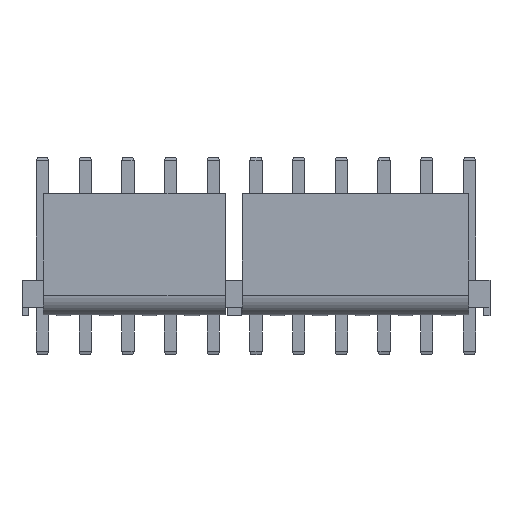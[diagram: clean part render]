
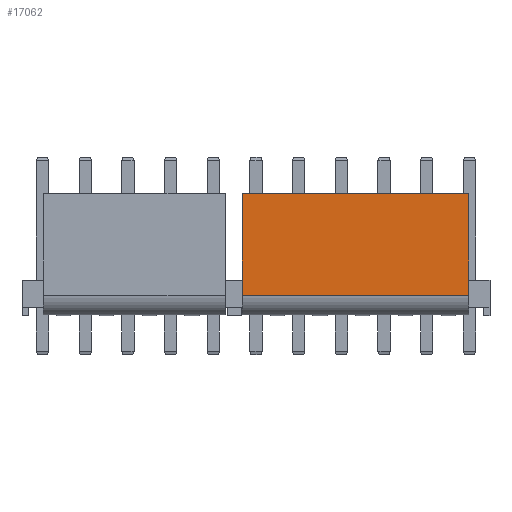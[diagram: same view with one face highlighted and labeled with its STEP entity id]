
A CAD part, front view. The second image highlights one B-rep face of the part: STEP entity #17062.
In plain terms, the highlighted planar face has unit normal (0, -1, 0).
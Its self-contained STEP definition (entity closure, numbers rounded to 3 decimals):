
#2731 = PLANE('',#2732);
#2732 = AXIS2_PLACEMENT_3D('',#2733,#2734,#2735);
#2733 = CARTESIAN_POINT('',(39.525,-4.9,13.935));
#2734 = DIRECTION('',(-1.,0.,0.));
#2735 = DIRECTION('',(-0.,0.,-1.));
#3345 = PLANE('',#3346);
#3346 = AXIS2_PLACEMENT_3D('',#3347,#3348,#3349);
#3347 = CARTESIAN_POINT('',(18.537,-4.9,-0.695));
#3348 = DIRECTION('',(1.,0.,0.));
#3349 = DIRECTION('',(0.,0.,1.));
#9742 = EDGE_CURVE('',#9743,#9745,#9747,.T.);
#9743 = VERTEX_POINT('',#9744);
#9744 = CARTESIAN_POINT('',(18.537,-4.9,1.91));
#9745 = VERTEX_POINT('',#9746);
#9746 = CARTESIAN_POINT('',(18.537,-4.9,11.33));
#9747 = SURFACE_CURVE('',#9748,(#9752,#9759),.PCURVE_S1.);
#9748 = LINE('',#9749,#9750);
#9749 = CARTESIAN_POINT('',(18.537,-4.9,-0.695));
#9750 = VECTOR('',#9751,1.);
#9751 = DIRECTION('',(0.,0.,1.));
#9752 = PCURVE('',#3345,#9753);
#9753 = DEFINITIONAL_REPRESENTATION('',(#9754),#9758);
#9754 = LINE('',#9755,#9756);
#9755 = CARTESIAN_POINT('',(0.,0.));
#9756 = VECTOR('',#9757,1.);
#9757 = DIRECTION('',(1.,0.));
#9758 = ( GEOMETRIC_REPRESENTATION_CONTEXT(2)
PARAMETRIC_REPRESENTATION_CONTEXT() REPRESENTATION_CONTEXT('2D SPACE',''
) );
#9759 = PCURVE('',#9760,#9765);
#9760 = PLANE('',#9761);
#9761 = AXIS2_PLACEMENT_3D('',#9762,#9763,#9764);
#9762 = CARTESIAN_POINT('',(41.505,-4.9,11.33));
#9763 = DIRECTION('',(0.,-1.,0.));
#9764 = DIRECTION('',(-0.,0.,-1.));
#9765 = DEFINITIONAL_REPRESENTATION('',(#9766),#9770);
#9766 = LINE('',#9767,#9768);
#9767 = CARTESIAN_POINT('',(12.025,-22.968));
#9768 = VECTOR('',#9769,1.);
#9769 = DIRECTION('',(-1.,0.));
#9770 = ( GEOMETRIC_REPRESENTATION_CONTEXT(2)
PARAMETRIC_REPRESENTATION_CONTEXT() REPRESENTATION_CONTEXT('2D SPACE',''
) );
#9789 = CYLINDRICAL_SURFACE('',#9790,1.948);
#9790 = AXIS2_PLACEMENT_3D('',#9791,#9792,#9793);
#9791 = CARTESIAN_POINT('',(41.505,-2.953,1.947));
#9792 = DIRECTION('',(1.,0.,0.));
#9793 = DIRECTION('',(0.,-1.,
-0.019));
#10021 = PLANE('',#10022);
#10022 = AXIS2_PLACEMENT_3D('',#10023,#10024,#10025);
#10023 = CARTESIAN_POINT('',(41.505,-4.13,11.33));
#10024 = DIRECTION('',(0.,0.,1.));
#10025 = DIRECTION('',(0.,-1.,0.));
#11075 = EDGE_CURVE('',#11076,#11078,#11080,.T.);
#11076 = VERTEX_POINT('',#11077);
#11077 = CARTESIAN_POINT('',(39.525,-4.9,11.33));
#11078 = VERTEX_POINT('',#11079);
#11079 = CARTESIAN_POINT('',(39.525,-4.9,1.91));
#11080 = SURFACE_CURVE('',#11081,(#11085,#11092),.PCURVE_S1.);
#11081 = LINE('',#11082,#11083);
#11082 = CARTESIAN_POINT('',(39.525,-4.9,13.935));
#11083 = VECTOR('',#11084,1.);
#11084 = DIRECTION('',(0.,-0.,-1.));
#11085 = PCURVE('',#2731,#11086);
#11086 = DEFINITIONAL_REPRESENTATION('',(#11087),#11091);
#11087 = LINE('',#11088,#11089);
#11088 = CARTESIAN_POINT('',(0.,0.));
#11089 = VECTOR('',#11090,1.);
#11090 = DIRECTION('',(1.,0.));
#11091 = ( GEOMETRIC_REPRESENTATION_CONTEXT(2)
PARAMETRIC_REPRESENTATION_CONTEXT() REPRESENTATION_CONTEXT('2D SPACE',''
) );
#11092 = PCURVE('',#9760,#11093);
#11093 = DEFINITIONAL_REPRESENTATION('',(#11094),#11098);
#11094 = LINE('',#11095,#11096);
#11095 = CARTESIAN_POINT('',(-2.605,-1.98));
#11096 = VECTOR('',#11097,1.);
#11097 = DIRECTION('',(1.,0.));
#11098 = ( GEOMETRIC_REPRESENTATION_CONTEXT(2)
PARAMETRIC_REPRESENTATION_CONTEXT() REPRESENTATION_CONTEXT('2D SPACE',''
) );
#17062 = ADVANCED_FACE('',(#17063),#9760,.T.);
#17063 = FACE_BOUND('',#17064,.T.);
#17064 = EDGE_LOOP('',(#17065,#17066,#17087,#17088));
#17065 = ORIENTED_EDGE('',*,*,#11075,.F.);
#17066 = ORIENTED_EDGE('',*,*,#17067,.T.);
#17067 = EDGE_CURVE('',#11076,#9745,#17068,.T.);
#17068 = SURFACE_CURVE('',#17069,(#17073,#17080),.PCURVE_S1.);
#17069 = LINE('',#17070,#17071);
#17070 = CARTESIAN_POINT('',(41.505,-4.9,11.33));
#17071 = VECTOR('',#17072,1.);
#17072 = DIRECTION('',(-1.,0.,0.));
#17073 = PCURVE('',#9760,#17074);
#17074 = DEFINITIONAL_REPRESENTATION('',(#17075),#17079);
#17075 = LINE('',#17076,#17077);
#17076 = CARTESIAN_POINT('',(0.,0.));
#17077 = VECTOR('',#17078,1.);
#17078 = DIRECTION('',(0.,-1.));
#17079 = ( GEOMETRIC_REPRESENTATION_CONTEXT(2)
PARAMETRIC_REPRESENTATION_CONTEXT() REPRESENTATION_CONTEXT('2D SPACE',''
) );
#17080 = PCURVE('',#10021,#17081);
#17081 = DEFINITIONAL_REPRESENTATION('',(#17082),#17086);
#17082 = LINE('',#17083,#17084);
#17083 = CARTESIAN_POINT('',(0.77,0.));
#17084 = VECTOR('',#17085,1.);
#17085 = DIRECTION('',(0.,-1.));
#17086 = ( GEOMETRIC_REPRESENTATION_CONTEXT(2)
PARAMETRIC_REPRESENTATION_CONTEXT() REPRESENTATION_CONTEXT('2D SPACE',''
) );
#17087 = ORIENTED_EDGE('',*,*,#9742,.F.);
#17088 = ORIENTED_EDGE('',*,*,#17089,.F.);
#17089 = EDGE_CURVE('',#11078,#9743,#17090,.T.);
#17090 = SURFACE_CURVE('',#17091,(#17095,#17102),.PCURVE_S1.);
#17091 = LINE('',#17092,#17093);
#17092 = CARTESIAN_POINT('',(41.505,-4.9,1.91));
#17093 = VECTOR('',#17094,1.);
#17094 = DIRECTION('',(-1.,0.,0.));
#17095 = PCURVE('',#9760,#17096);
#17096 = DEFINITIONAL_REPRESENTATION('',(#17097),#17101);
#17097 = LINE('',#17098,#17099);
#17098 = CARTESIAN_POINT('',(9.42,0.));
#17099 = VECTOR('',#17100,1.);
#17100 = DIRECTION('',(0.,-1.));
#17101 = ( GEOMETRIC_REPRESENTATION_CONTEXT(2)
PARAMETRIC_REPRESENTATION_CONTEXT() REPRESENTATION_CONTEXT('2D SPACE',''
) );
#17102 = PCURVE('',#9789,#17103);
#17103 = DEFINITIONAL_REPRESENTATION('',(#17104),#17108);
#17104 = LINE('',#17105,#17106);
#17105 = CARTESIAN_POINT('',(0.,0.));
#17106 = VECTOR('',#17107,1.);
#17107 = DIRECTION('',(0.,-1.));
#17108 = ( GEOMETRIC_REPRESENTATION_CONTEXT(2)
PARAMETRIC_REPRESENTATION_CONTEXT() REPRESENTATION_CONTEXT('2D SPACE',''
) );
